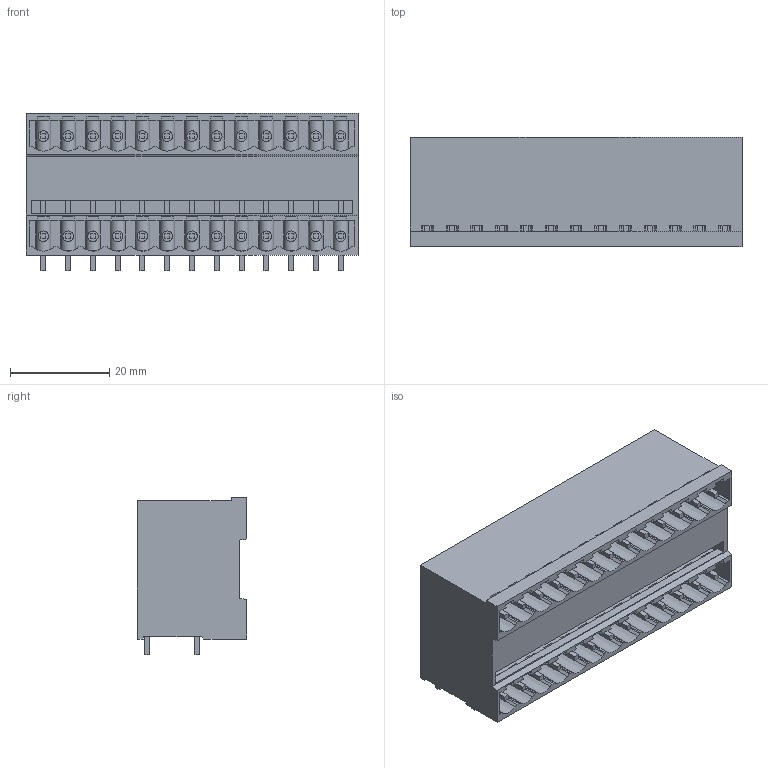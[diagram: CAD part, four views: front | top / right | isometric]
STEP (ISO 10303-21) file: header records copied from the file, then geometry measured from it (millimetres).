
FILE_DESCRIPTION(('CATIA V5R24 STEP','CAx-IF Rec.Pracs.--- Model Styling and Organization---1.4--- 2014-01-23'),'2;1');
FILE_NAME ('D1453483_1_1614460000_1614460000.stp','2021-12-08T07:19:05+00:00',('none'),('Weidmueller'),'CATIA Version 5-6 Release 2016 SP3 HF44','CATIA V5 STEP AP214','none');
FILE_SCHEMA(('AUTOMOTIVE_DESIGN { 1 0 10303 214 1 1 1 1 }'));
Length unit declared in the file: millimetre
Products named in the file (1): 1614460000
Bounding box: 67 x 22 x 31.85 mm (x, y, z)
Volume: 28354.8 mm3; surface area: 20141.6 mm2
Topology: 27 solids, 27 shells, 1146 faces, 3320 edges, 2220 vertices
Faces by surface type: plane 964, cylinder 156, extrusion 26
Entity records: 36910 total; most frequent: CARTESIAN_POINT 8813, ORIENTED_EDGE 6640, DIRECTION 4375, EDGE_CURVE 3320, VECTOR 2954, LINE 2928, VERTEX_POINT 2220, EDGE_LOOP 1268
